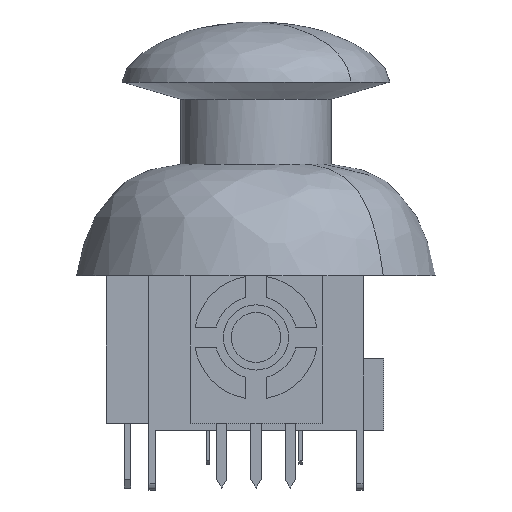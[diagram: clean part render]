
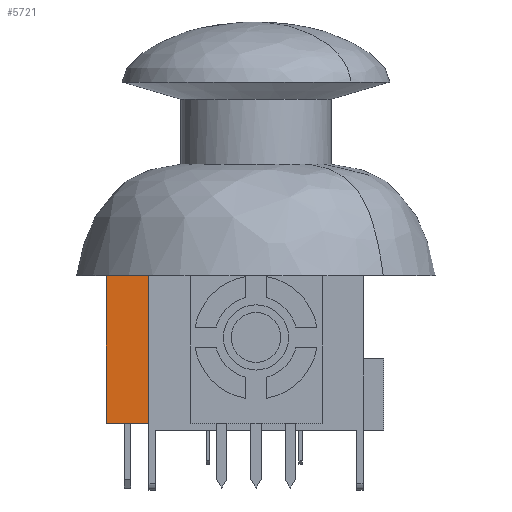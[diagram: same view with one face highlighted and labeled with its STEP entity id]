
A CAD part, front view. The second image highlights one B-rep face of the part: STEP entity #5721.
In plain terms, the highlighted planar face has unit normal (0, -1, 0).
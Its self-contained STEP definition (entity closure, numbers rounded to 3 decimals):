
#1267 = PLANE('',#1268);
#1268 = AXIS2_PLACEMENT_3D('',#1269,#1270,#1271);
#1269 = CARTESIAN_POINT('',(-11.175,-8.,0.));
#1270 = DIRECTION('',(1.,0.,0.));
#1271 = DIRECTION('',(0.,0.,-1.));
#1407 = PLANE('',#1408);
#1408 = AXIS2_PLACEMENT_3D('',#1409,#1410,#1411);
#1409 = CARTESIAN_POINT('',(-8.,-8.,11.938));
#1410 = DIRECTION('',(0.,0.,-1.));
#1411 = DIRECTION('',(-1.,0.,0.));
#2598 = PLANE('',#2599);
#2599 = AXIS2_PLACEMENT_3D('',#2600,#2601,#2602);
#2600 = CARTESIAN_POINT('',(-8.,-8.,11.938));
#2601 = DIRECTION('',(1.,0.,0.));
#2602 = DIRECTION('',(0.,0.,-1.));
#3479 = VERTEX_POINT('',#3480);
#3480 = CARTESIAN_POINT('',(-8.,-4.952,11.938));
#3501 = EDGE_CURVE('',#3502,#3479,#3504,.T.);
#3502 = VERTEX_POINT('',#3503);
#3503 = CARTESIAN_POINT('',(-8.,-4.952,0.508));
#3504 = SURFACE_CURVE('',#3505,(#3509,#3516),.PCURVE_S1.);
#3505 = LINE('',#3506,#3507);
#3506 = CARTESIAN_POINT('',(-8.,-4.952,11.938));
#3507 = VECTOR('',#3508,1.);
#3508 = DIRECTION('',(0.,0.,1.));
#3509 = PCURVE('',#2598,#3510);
#3510 = DEFINITIONAL_REPRESENTATION('',(#3511),#3515);
#3511 = LINE('',#3512,#3513);
#3512 = CARTESIAN_POINT('',(0.,3.048));
#3513 = VECTOR('',#3514,1.);
#3514 = DIRECTION('',(-1.,0.));
#3515 = ( GEOMETRIC_REPRESENTATION_CONTEXT(2) 
PARAMETRIC_REPRESENTATION_CONTEXT() REPRESENTATION_CONTEXT('2D SPACE',''
  ) );
#3516 = PCURVE('',#3517,#3522);
#3517 = PLANE('',#3518);
#3518 = AXIS2_PLACEMENT_3D('',#3519,#3520,#3521);
#3519 = CARTESIAN_POINT('',(-11.175,-4.952,11.938));
#3520 = DIRECTION('',(0.,1.,0.));
#3521 = DIRECTION('',(0.,0.,1.));
#3522 = DEFINITIONAL_REPRESENTATION('',(#3523),#3527);
#3523 = LINE('',#3524,#3525);
#3524 = CARTESIAN_POINT('',(0.,3.175));
#3525 = VECTOR('',#3526,1.);
#3526 = DIRECTION('',(1.,0.));
#3527 = ( GEOMETRIC_REPRESENTATION_CONTEXT(2) 
PARAMETRIC_REPRESENTATION_CONTEXT() REPRESENTATION_CONTEXT('2D SPACE',''
  ) );
#3545 = PLANE('',#3546);
#3546 = AXIS2_PLACEMENT_3D('',#3547,#3548,#3549);
#3547 = CARTESIAN_POINT('',(-11.175,4.827,0.508));
#3548 = DIRECTION('',(0.,0.,1.));
#3549 = DIRECTION('',(0.,-1.,0.));
#3634 = VERTEX_POINT('',#3635);
#3635 = CARTESIAN_POINT('',(-11.175,-4.952,11.938));
#3656 = EDGE_CURVE('',#3634,#3479,#3657,.T.);
#3657 = SURFACE_CURVE('',#3658,(#3662,#3669),.PCURVE_S1.);
#3658 = LINE('',#3659,#3660);
#3659 = CARTESIAN_POINT('',(-11.175,-4.952,11.938));
#3660 = VECTOR('',#3661,1.);
#3661 = DIRECTION('',(1.,0.,0.));
#3662 = PCURVE('',#1407,#3663);
#3663 = DEFINITIONAL_REPRESENTATION('',(#3664),#3668);
#3664 = LINE('',#3665,#3666);
#3665 = CARTESIAN_POINT('',(3.175,3.048));
#3666 = VECTOR('',#3667,1.);
#3667 = DIRECTION('',(-1.,0.));
#3668 = ( GEOMETRIC_REPRESENTATION_CONTEXT(2) 
PARAMETRIC_REPRESENTATION_CONTEXT() REPRESENTATION_CONTEXT('2D SPACE',''
  ) );
#3669 = PCURVE('',#3517,#3670);
#3670 = DEFINITIONAL_REPRESENTATION('',(#3671),#3675);
#3671 = LINE('',#3672,#3673);
#3672 = CARTESIAN_POINT('',(0.,0.));
#3673 = VECTOR('',#3674,1.);
#3674 = DIRECTION('',(0.,1.));
#3675 = ( GEOMETRIC_REPRESENTATION_CONTEXT(2) 
PARAMETRIC_REPRESENTATION_CONTEXT() REPRESENTATION_CONTEXT('2D SPACE',''
  ) );
#5677 = EDGE_CURVE('',#5678,#3502,#5680,.T.);
#5678 = VERTEX_POINT('',#5679);
#5679 = CARTESIAN_POINT('',(-11.175,-4.952,0.508));
#5680 = SURFACE_CURVE('',#5681,(#5685,#5692),.PCURVE_S1.);
#5681 = LINE('',#5682,#5683);
#5682 = CARTESIAN_POINT('',(-11.175,-4.952,0.508));
#5683 = VECTOR('',#5684,1.);
#5684 = DIRECTION('',(1.,0.,0.));
#5685 = PCURVE('',#3545,#5686);
#5686 = DEFINITIONAL_REPRESENTATION('',(#5687),#5691);
#5687 = LINE('',#5688,#5689);
#5688 = CARTESIAN_POINT('',(9.779,0.));
#5689 = VECTOR('',#5690,1.);
#5690 = DIRECTION('',(0.,1.));
#5691 = ( GEOMETRIC_REPRESENTATION_CONTEXT(2) 
PARAMETRIC_REPRESENTATION_CONTEXT() REPRESENTATION_CONTEXT('2D SPACE',''
  ) );
#5692 = PCURVE('',#3517,#5693);
#5693 = DEFINITIONAL_REPRESENTATION('',(#5694),#5698);
#5694 = LINE('',#5695,#5696);
#5695 = CARTESIAN_POINT('',(-11.43,0.));
#5696 = VECTOR('',#5697,1.);
#5697 = DIRECTION('',(0.,1.));
#5698 = ( GEOMETRIC_REPRESENTATION_CONTEXT(2) 
PARAMETRIC_REPRESENTATION_CONTEXT() REPRESENTATION_CONTEXT('2D SPACE',''
  ) );
#5721 = ADVANCED_FACE('',(#5722),#3517,.F.);
#5722 = FACE_BOUND('',#5723,.T.);
#5723 = EDGE_LOOP('',(#5724,#5725,#5726,#5747));
#5724 = ORIENTED_EDGE('',*,*,#3501,.T.);
#5725 = ORIENTED_EDGE('',*,*,#3656,.F.);
#5726 = ORIENTED_EDGE('',*,*,#5727,.F.);
#5727 = EDGE_CURVE('',#5678,#3634,#5728,.T.);
#5728 = SURFACE_CURVE('',#5729,(#5733,#5740),.PCURVE_S1.);
#5729 = LINE('',#5730,#5731);
#5730 = CARTESIAN_POINT('',(-11.175,-4.952,11.938));
#5731 = VECTOR('',#5732,1.);
#5732 = DIRECTION('',(0.,0.,1.));
#5733 = PCURVE('',#3517,#5734);
#5734 = DEFINITIONAL_REPRESENTATION('',(#5735),#5739);
#5735 = LINE('',#5736,#5737);
#5736 = CARTESIAN_POINT('',(0.,0.));
#5737 = VECTOR('',#5738,1.);
#5738 = DIRECTION('',(1.,0.));
#5739 = ( GEOMETRIC_REPRESENTATION_CONTEXT(2) 
PARAMETRIC_REPRESENTATION_CONTEXT() REPRESENTATION_CONTEXT('2D SPACE',''
  ) );
#5740 = PCURVE('',#1267,#5741);
#5741 = DEFINITIONAL_REPRESENTATION('',(#5742),#5746);
#5742 = LINE('',#5743,#5744);
#5743 = CARTESIAN_POINT('',(-11.938,3.048));
#5744 = VECTOR('',#5745,1.);
#5745 = DIRECTION('',(-1.,0.));
#5746 = ( GEOMETRIC_REPRESENTATION_CONTEXT(2) 
PARAMETRIC_REPRESENTATION_CONTEXT() REPRESENTATION_CONTEXT('2D SPACE',''
  ) );
#5747 = ORIENTED_EDGE('',*,*,#5677,.T.);
